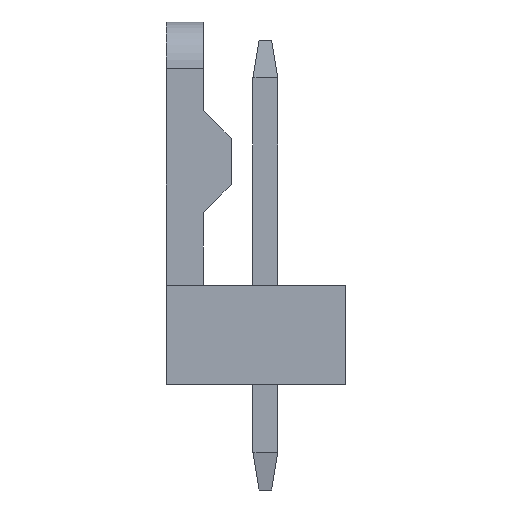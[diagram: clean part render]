
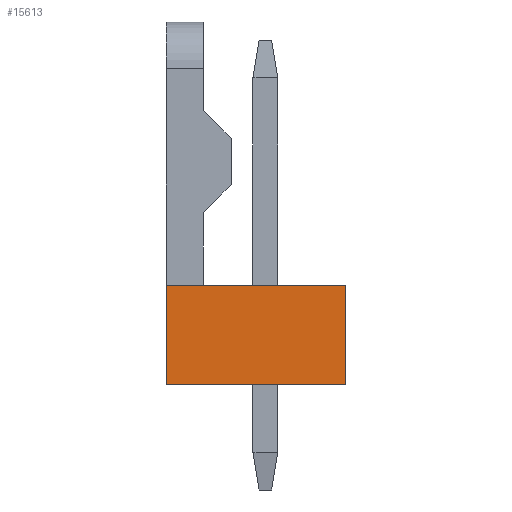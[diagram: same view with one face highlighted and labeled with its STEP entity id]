
A CAD part, left-side view. The second image highlights one B-rep face of the part: STEP entity #15613.
In plain terms, the highlighted planar face has unit normal (-1, 0, 0).
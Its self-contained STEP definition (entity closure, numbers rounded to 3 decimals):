
#1450 = DIRECTION ( 'NONE',  ( 1., 0., 0. ) ) ;
#1498 = CARTESIAN_POINT ( 'NONE',  ( -12.696, 2.9, 3.2 ) ) ;
#1691 = DIRECTION ( 'NONE',  ( 0., 0., 1. ) ) ;
#2325 = CARTESIAN_POINT ( 'NONE',  ( -12.696, -2.9, 3.2 ) ) ;
#2639 = VERTEX_POINT ( 'NONE', #10709 ) ;
#3021 = CARTESIAN_POINT ( 'NONE',  ( -12.696, -2.9, 3.2 ) ) ;
#3247 = VECTOR ( 'NONE', #9066, 1000. ) ;
#3883 = LINE ( 'NONE', #12321, #3247 ) ;
#5122 = VECTOR ( 'NONE', #14419, 1000. ) ;
#5391 = VECTOR ( 'NONE', #11138, 1000. ) ;
#6295 = DIRECTION ( 'NONE',  ( 0., 0., -1. ) ) ;
#7377 = EDGE_CURVE ( 'NONE', #7814, #2639, #19145, .T. ) ;
#7814 = VERTEX_POINT ( 'NONE', #18642 ) ;
#7892 = LINE ( 'NONE', #3021, #5122 ) ;
#8167 = EDGE_LOOP ( 'NONE', ( #20538, #16799, #18065, #19312 ) ) ;
#9066 = DIRECTION ( 'NONE',  ( 0., -1., 0. ) ) ;
#10048 = EDGE_CURVE ( 'NONE', #2639, #15518, #16529, .T. ) ;
#10709 = CARTESIAN_POINT ( 'NONE',  ( -12.696, 2.9, 0. ) ) ;
#11138 = DIRECTION ( 'NONE',  ( 0., 1., 0. ) ) ;
#12321 = CARTESIAN_POINT ( 'NONE',  ( -12.696, 1.7, 3.2 ) ) ;
#12413 = PLANE ( 'NONE',  #12889 ) ;
#12889 = AXIS2_PLACEMENT_3D ( 'NONE', #16278, #1450, #6295 ) ;
#14419 = DIRECTION ( 'NONE',  ( 0., 0., -1. ) ) ;
#14498 = CARTESIAN_POINT ( 'NONE',  ( -12.696, -2.9, 0. ) ) ;
#15518 = VERTEX_POINT ( 'NONE', #1498 ) ;
#15579 = VERTEX_POINT ( 'NONE', #2325 ) ;
#15613 = ADVANCED_FACE ( 'NONE', ( #17684 ), #12413, .F. ) ;
#16278 = CARTESIAN_POINT ( 'NONE',  ( -12.696, 0., 0. ) ) ;
#16529 = LINE ( 'NONE', #18472, #19477 ) ;
#16799 = ORIENTED_EDGE ( 'NONE', *, *, #10048, .F. ) ;
#17523 = EDGE_CURVE ( 'NONE', #15518, #15579, #3883, .T. ) ;
#17684 = FACE_OUTER_BOUND ( 'NONE', #8167, .T. ) ;
#18065 = ORIENTED_EDGE ( 'NONE', *, *, #7377, .F. ) ;
#18472 = CARTESIAN_POINT ( 'NONE',  ( -12.696, 2.9, 0. ) ) ;
#18642 = CARTESIAN_POINT ( 'NONE',  ( -12.696, -2.9, 0. ) ) ;
#19145 = LINE ( 'NONE', #14498, #5391 ) ;
#19312 = ORIENTED_EDGE ( 'NONE', *, *, #21002, .F. ) ;
#19477 = VECTOR ( 'NONE', #1691, 1000. ) ;
#20538 = ORIENTED_EDGE ( 'NONE', *, *, #17523, .F. ) ;
#21002 = EDGE_CURVE ( 'NONE', #15579, #7814, #7892, .T. ) ;
